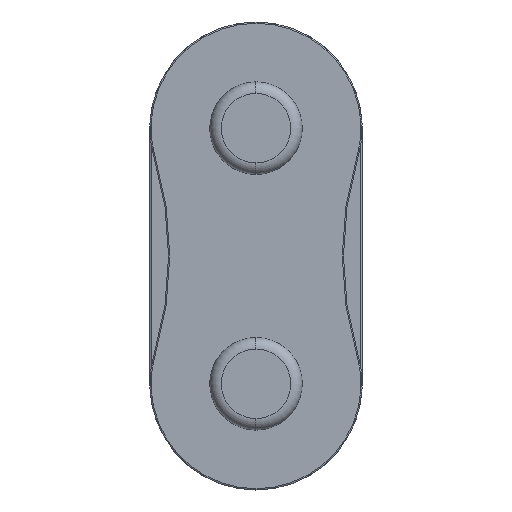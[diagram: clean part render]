
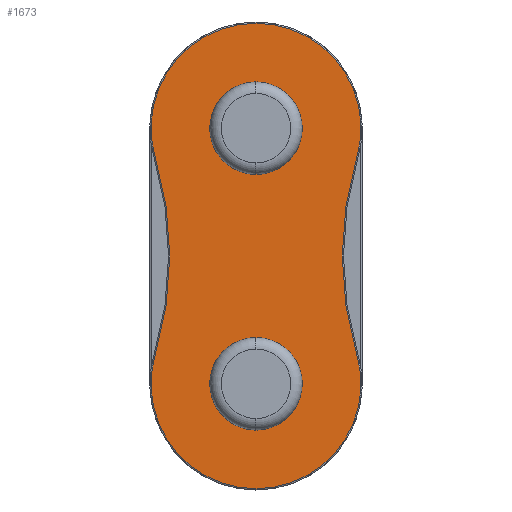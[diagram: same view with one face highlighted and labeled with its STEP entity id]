
A CAD part, left-side view. The second image highlights one B-rep face of the part: STEP entity #1673.
In plain terms, the highlighted planar face has unit normal (-1, 0, 0).
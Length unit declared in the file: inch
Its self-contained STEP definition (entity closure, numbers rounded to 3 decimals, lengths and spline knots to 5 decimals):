
#23 = AXIS2_PLACEMENT_3D ( 'NONE', #2217, #986, #385 ) ;
#37 = CARTESIAN_POINT ( 'NONE',  ( -0.1225, 0., -0.17025 ) ) ;
#60 = DIRECTION ( 'NONE',  ( 1., 0., 0. ) ) ;
#67 = FACE_BOUND ( 'NONE', #2389, .T. ) ;
#98 = CIRCLE ( 'NONE', #1068, 0.04525 ) ;
#103 = AXIS2_PLACEMENT_3D ( 'NONE', #1051, #2281, #2469 ) ;
#130 = CIRCLE ( 'NONE', #2360, 0.04525 ) ;
#145 = VERTEX_POINT ( 'NONE', #1772 ) ;
#158 = ORIENTED_EDGE ( 'NONE', *, *, #2274, .T. ) ;
#213 = AXIS2_PLACEMENT_3D ( 'NONE', #807, #2049, #1232 ) ;
#222 = AXIS2_PLACEMENT_3D ( 'NONE', #947, #2574, #965 ) ;
#230 = EDGE_CURVE ( 'NONE', #1130, #858, #2229, .T. ) ;
#242 = DIRECTION ( 'NONE',  ( 0., 0., -1. ) ) ;
#253 = DIRECTION ( 'NONE',  ( 1., 0., 0. ) ) ;
#299 = ORIENTED_EDGE ( 'NONE', *, *, #1517, .T. ) ;
#346 = DIRECTION ( 'NONE',  ( 1., 0., 0. ) ) ;
#385 = DIRECTION ( 'NONE',  ( 0., 0., -1. ) ) ;
#386 = FACE_OUTER_BOUND ( 'NONE', #2324, .T. ) ;
#421 = DIRECTION ( 'NONE',  ( 1., 0., 0. ) ) ;
#444 = CARTESIAN_POINT ( 'NONE',  ( -0.1225, 0.41777, 0. ) ) ;
#492 = VERTEX_POINT ( 'NONE', #1043 ) ;
#494 = CIRCLE ( 'NONE', #23, 0.04525 ) ;
#547 = CARTESIAN_POINT ( 'NONE',  ( -0.1225, 0., -0.125 ) ) ;
#565 = VERTEX_POINT ( 'NONE', #925 ) ;
#606 = VERTEX_POINT ( 'NONE', #2116 ) ;
#646 = DIRECTION ( 'NONE',  ( 0., 0., -1. ) ) ;
#753 = EDGE_LOOP ( 'NONE', ( #1947, #158 ) ) ;
#764 = DIRECTION ( 'NONE',  ( 0., 0., -1. ) ) ;
#799 = VERTEX_POINT ( 'NONE', #2357 ) ;
#806 = AXIS2_PLACEMENT_3D ( 'NONE', #2445, #2439, #1236 ) ;
#807 = CARTESIAN_POINT ( 'NONE',  ( -0.1225, 0., -0.125 ) ) ;
#853 = CIRCLE ( 'NONE', #806, 0.10264 ) ;
#858 = VERTEX_POINT ( 'NONE', #978 ) ;
#867 = EDGE_CURVE ( 'NONE', #606, #145, #494, .T. ) ;
#869 = AXIS2_PLACEMENT_3D ( 'NONE', #2100, #60, #896 ) ;
#890 = EDGE_CURVE ( 'NONE', #492, #799, #853, .T. ) ;
#896 = DIRECTION ( 'NONE',  ( 0., 0., -1. ) ) ;
#906 = FACE_BOUND ( 'NONE', #753, .T. ) ;
#925 = CARTESIAN_POINT ( 'NONE',  ( -0.1225, 0., -0.07975 ) ) ;
#942 = ORIENTED_EDGE ( 'NONE', *, *, #1418, .T. ) ;
#947 = CARTESIAN_POINT ( 'NONE',  ( -0.1225, -0.41777, 0. ) ) ;
#965 = DIRECTION ( 'NONE',  ( 0., 0., -1. ) ) ;
#978 = CARTESIAN_POINT ( 'NONE',  ( -0.1225, 0., -0.22764 ) ) ;
#986 = DIRECTION ( 'NONE',  ( 1., 0., 0. ) ) ;
#1016 = AXIS2_PLACEMENT_3D ( 'NONE', #444, #421, #646 ) ;
#1043 = CARTESIAN_POINT ( 'NONE',  ( -0.1225, -0.09833, 0.09558 ) ) ;
#1047 = EDGE_CURVE ( 'NONE', #799, #1130, #1620, .T. ) ;
#1051 = CARTESIAN_POINT ( 'NONE',  ( -0.1225, 0., -0.125 ) ) ;
#1068 = AXIS2_PLACEMENT_3D ( 'NONE', #1174, #346, #764 ) ;
#1130 = VERTEX_POINT ( 'NONE', #2273 ) ;
#1154 = CARTESIAN_POINT ( 'NONE',  ( -0.1225, -0.09833, -0.09558 ) ) ;
#1174 = CARTESIAN_POINT ( 'NONE',  ( -0.1225, 0., 0.125 ) ) ;
#1232 = DIRECTION ( 'NONE',  ( 0., 0., -1. ) ) ;
#1236 = DIRECTION ( 'NONE',  ( 0., 0., -1. ) ) ;
#1278 = PLANE ( 'NONE',  #869 ) ;
#1418 = EDGE_CURVE ( 'NONE', #145, #606, #98, .T. ) ;
#1517 = EDGE_CURVE ( 'NONE', #858, #2084, #2341, .T. ) ;
#1620 = CIRCLE ( 'NONE', #1016, 0.33343 ) ;
#1673 = ADVANCED_FACE ( 'NONE', ( #386, #906, #67 ), #1278, .F. ) ;
#1772 = CARTESIAN_POINT ( 'NONE',  ( -0.1225, 0., 0.07975 ) ) ;
#1801 = CIRCLE ( 'NONE', #213, 0.04525 ) ;
#1862 = ORIENTED_EDGE ( 'NONE', *, *, #867, .T. ) ;
#1886 = VERTEX_POINT ( 'NONE', #37 ) ;
#1947 = ORIENTED_EDGE ( 'NONE', *, *, #2584, .T. ) ;
#1989 = DIRECTION ( 'NONE',  ( -1., 0., 0. ) ) ;
#2028 = ORIENTED_EDGE ( 'NONE', *, *, #230, .T. ) ;
#2049 = DIRECTION ( 'NONE',  ( 1., 0., 0. ) ) ;
#2084 = VERTEX_POINT ( 'NONE', #1154 ) ;
#2089 = EDGE_CURVE ( 'NONE', #2084, #492, #2123, .T. ) ;
#2100 = CARTESIAN_POINT ( 'NONE',  ( -0.1225, 0.20889, -0.0625 ) ) ;
#2105 = ORIENTED_EDGE ( 'NONE', *, *, #2089, .T. ) ;
#2116 = CARTESIAN_POINT ( 'NONE',  ( -0.1225, 0., 0.17025 ) ) ;
#2123 = CIRCLE ( 'NONE', #222, 0.33343 ) ;
#2125 = AXIS2_PLACEMENT_3D ( 'NONE', #547, #1989, #2376 ) ;
#2217 = CARTESIAN_POINT ( 'NONE',  ( -0.1225, 0., 0.125 ) ) ;
#2225 = ORIENTED_EDGE ( 'NONE', *, *, #890, .T. ) ;
#2229 = CIRCLE ( 'NONE', #103, 0.10264 ) ;
#2273 = CARTESIAN_POINT ( 'NONE',  ( -0.1225, 0.09833, -0.09558 ) ) ;
#2274 = EDGE_CURVE ( 'NONE', #565, #1886, #1801, .T. ) ;
#2281 = DIRECTION ( 'NONE',  ( -1., 0., 0. ) ) ;
#2324 = EDGE_LOOP ( 'NONE', ( #2225, #2591, #2028, #299, #2105 ) ) ;
#2341 = CIRCLE ( 'NONE', #2125, 0.10264 ) ;
#2357 = CARTESIAN_POINT ( 'NONE',  ( -0.1225, 0.09833, 0.09558 ) ) ;
#2360 = AXIS2_PLACEMENT_3D ( 'NONE', #2459, #253, #242 ) ;
#2376 = DIRECTION ( 'NONE',  ( 0., 0., -1. ) ) ;
#2389 = EDGE_LOOP ( 'NONE', ( #942, #1862 ) ) ;
#2439 = DIRECTION ( 'NONE',  ( -1., 0., 0. ) ) ;
#2445 = CARTESIAN_POINT ( 'NONE',  ( -0.1225, 0., 0.125 ) ) ;
#2459 = CARTESIAN_POINT ( 'NONE',  ( -0.1225, 0., -0.125 ) ) ;
#2469 = DIRECTION ( 'NONE',  ( 0., 0., -1. ) ) ;
#2574 = DIRECTION ( 'NONE',  ( 1., 0., 0. ) ) ;
#2584 = EDGE_CURVE ( 'NONE', #1886, #565, #130, .T. ) ;
#2591 = ORIENTED_EDGE ( 'NONE', *, *, #1047, .T. ) ;
